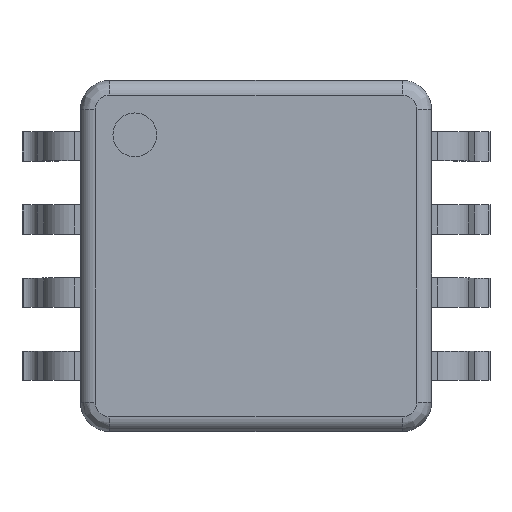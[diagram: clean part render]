
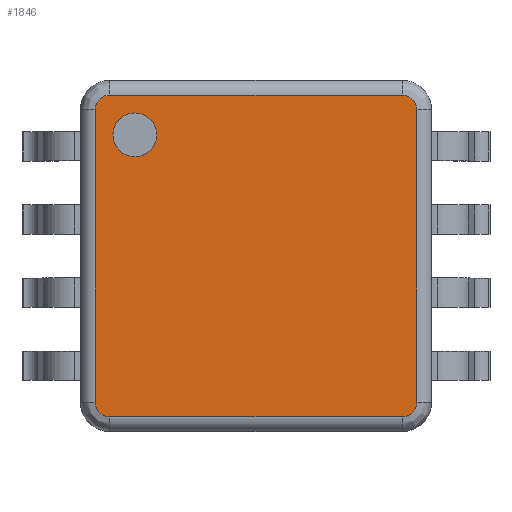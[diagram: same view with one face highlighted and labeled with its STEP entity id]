
A CAD part, top view. The second image highlights one B-rep face of the part: STEP entity #1846.
In plain terms, the highlighted planar face has unit normal (0, 0, 1).
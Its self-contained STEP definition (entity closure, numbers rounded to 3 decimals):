
#24 = VERTEX_POINT('',#25);
#25 = CARTESIAN_POINT('',(-0.679,0.828,0.9));
#31 = EDGE_CURVE('',#32,#24,#34,.T.);
#32 = VERTEX_POINT('',#33);
#33 = CARTESIAN_POINT('',(-0.979,0.828,0.9));
#34 = CIRCLE('',#35,0.15);
#35 = AXIS2_PLACEMENT_3D('',#36,#37,#38);
#36 = CARTESIAN_POINT('',(-0.829,0.828,0.9));
#37 = DIRECTION('',(0.,0.,1.));
#38 = DIRECTION('',(1.,0.,0.));
#1677 = EDGE_CURVE('',#1678,#1680,#1682,.T.);
#1678 = VERTEX_POINT('',#1679);
#1679 = CARTESIAN_POINT('',(-1.1,1.,0.9));
#1680 = VERTEX_POINT('',#1681);
#1681 = CARTESIAN_POINT('',(-1.1,-1.,0.9));
#1682 = LINE('',#1683,#1684);
#1683 = CARTESIAN_POINT('',(-1.1,0.,0.9));
#1684 = VECTOR('',#1685,1.);
#1685 = DIRECTION('',(0.,-1.,0.));
#1743 = VERTEX_POINT('',#1744);
#1744 = CARTESIAN_POINT('',(-1.,1.1,0.9));
#1751 = EDGE_CURVE('',#1743,#1678,#1752,.T.);
#1752 = B_SPLINE_CURVE_WITH_KNOTS('',3,(#1753,#1754,#1755,#1756),
  .UNSPECIFIED.,.F.,.F.,(4,4),(0.,1.),.PIECEWISE_BEZIER_KNOTS.);
#1753 = CARTESIAN_POINT('',(-1.,1.1,0.9));
#1754 = CARTESIAN_POINT('',(-1.056,1.099,0.9));
#1755 = CARTESIAN_POINT('',(-1.099,1.056,0.9));
#1756 = CARTESIAN_POINT('',(-1.1,1.,0.9));
#1813 = VERTEX_POINT('',#1814);
#1814 = CARTESIAN_POINT('',(-1.,-1.1,0.9));
#1823 = EDGE_CURVE('',#1680,#1813,#1824,.T.);
#1824 = B_SPLINE_CURVE_WITH_KNOTS('',3,(#1825,#1826,#1827,#1828),
  .UNSPECIFIED.,.F.,.F.,(4,4),(0.,1.),.PIECEWISE_BEZIER_KNOTS.);
#1825 = CARTESIAN_POINT('',(-1.1,-1.,0.9));
#1826 = CARTESIAN_POINT('',(-1.099,-1.056,0.9));
#1827 = CARTESIAN_POINT('',(-1.056,-1.099,0.9));
#1828 = CARTESIAN_POINT('',(-1.,-1.1,0.9));
#1846 = ADVANCED_FACE('',(#1847,#1857),#1902,.T.);
#1847 = FACE_BOUND('',#1848,.T.);
#1848 = EDGE_LOOP('',(#1849,#1856));
#1849 = ORIENTED_EDGE('',*,*,#1850,.F.);
#1850 = EDGE_CURVE('',#24,#32,#1851,.T.);
#1851 = CIRCLE('',#1852,0.15);
#1852 = AXIS2_PLACEMENT_3D('',#1853,#1854,#1855);
#1853 = CARTESIAN_POINT('',(-0.829,0.828,0.9));
#1854 = DIRECTION('',(0.,0.,1.));
#1855 = DIRECTION('',(1.,0.,0.));
#1856 = ORIENTED_EDGE('',*,*,#31,.F.);
#1857 = FACE_BOUND('',#1858,.T.);
#1858 = EDGE_LOOP('',(#1859,#1869,#1878,#1884,#1885,#1886,#1887,#1895));
#1859 = ORIENTED_EDGE('',*,*,#1860,.T.);
#1860 = EDGE_CURVE('',#1861,#1863,#1865,.T.);
#1861 = VERTEX_POINT('',#1862);
#1862 = CARTESIAN_POINT('',(1.1,-1.,0.9));
#1863 = VERTEX_POINT('',#1864);
#1864 = CARTESIAN_POINT('',(1.1,1.,0.9));
#1865 = LINE('',#1866,#1867);
#1866 = CARTESIAN_POINT('',(1.1,0.,0.9));
#1867 = VECTOR('',#1868,1.);
#1868 = DIRECTION('',(0.,1.,0.));
#1869 = ORIENTED_EDGE('',*,*,#1870,.T.);
#1870 = EDGE_CURVE('',#1863,#1871,#1873,.T.);
#1871 = VERTEX_POINT('',#1872);
#1872 = CARTESIAN_POINT('',(1.,1.1,0.9));
#1873 = B_SPLINE_CURVE_WITH_KNOTS('',3,(#1874,#1875,#1876,#1877),
  .UNSPECIFIED.,.F.,.F.,(4,4),(0.,1.),.PIECEWISE_BEZIER_KNOTS.);
#1874 = CARTESIAN_POINT('',(1.1,1.,0.9));
#1875 = CARTESIAN_POINT('',(1.099,1.056,0.9));
#1876 = CARTESIAN_POINT('',(1.056,1.099,0.9));
#1877 = CARTESIAN_POINT('',(1.,1.1,0.9));
#1878 = ORIENTED_EDGE('',*,*,#1879,.T.);
#1879 = EDGE_CURVE('',#1871,#1743,#1880,.T.);
#1880 = LINE('',#1881,#1882);
#1881 = CARTESIAN_POINT('',(0.,1.1,0.9));
#1882 = VECTOR('',#1883,1.);
#1883 = DIRECTION('',(-1.,0.,0.));
#1884 = ORIENTED_EDGE('',*,*,#1751,.T.);
#1885 = ORIENTED_EDGE('',*,*,#1677,.T.);
#1886 = ORIENTED_EDGE('',*,*,#1823,.T.);
#1887 = ORIENTED_EDGE('',*,*,#1888,.T.);
#1888 = EDGE_CURVE('',#1813,#1889,#1891,.T.);
#1889 = VERTEX_POINT('',#1890);
#1890 = CARTESIAN_POINT('',(1.,-1.1,0.9));
#1891 = LINE('',#1892,#1893);
#1892 = CARTESIAN_POINT('',(0.,-1.1,0.9));
#1893 = VECTOR('',#1894,1.);
#1894 = DIRECTION('',(1.,0.,0.));
#1895 = ORIENTED_EDGE('',*,*,#1896,.T.);
#1896 = EDGE_CURVE('',#1889,#1861,#1897,.T.);
#1897 = B_SPLINE_CURVE_WITH_KNOTS('',3,(#1898,#1899,#1900,#1901),
  .UNSPECIFIED.,.F.,.F.,(4,4),(0.,1.),.PIECEWISE_BEZIER_KNOTS.);
#1898 = CARTESIAN_POINT('',(1.,-1.1,0.9));
#1899 = CARTESIAN_POINT('',(1.056,-1.099,0.9));
#1900 = CARTESIAN_POINT('',(1.099,-1.056,0.9));
#1901 = CARTESIAN_POINT('',(1.1,-1.,0.9));
#1902 = PLANE('',#1903);
#1903 = AXIS2_PLACEMENT_3D('',#1904,#1905,#1906);
#1904 = CARTESIAN_POINT('',(-1.1,-1.1,0.9));
#1905 = DIRECTION('',(0.,0.,1.));
#1906 = DIRECTION('',(1.,0.,0.));
